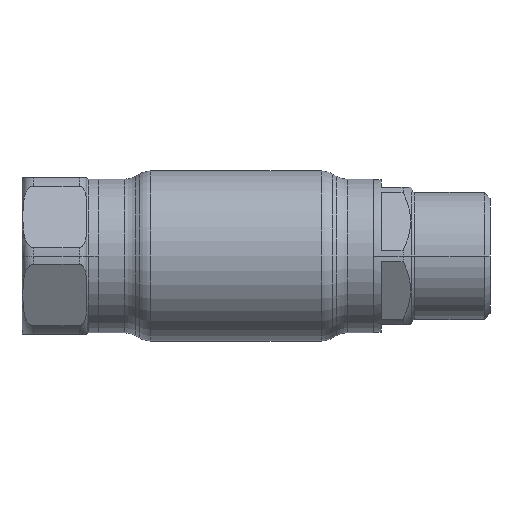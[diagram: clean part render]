
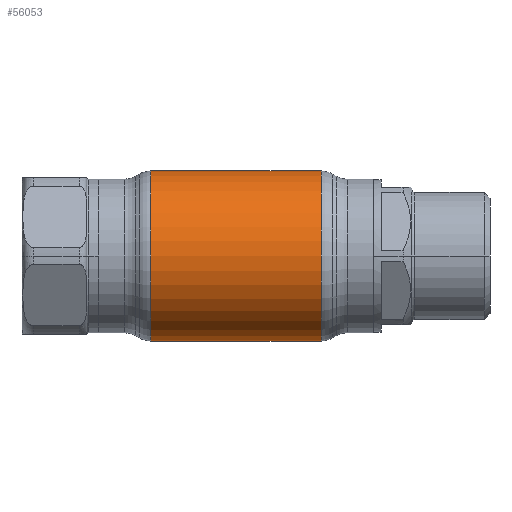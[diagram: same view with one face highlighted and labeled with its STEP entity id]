
A CAD part, front view. The second image highlights one B-rep face of the part: STEP entity #56053.
In plain terms, the highlighted cylindrical face has radius 22.25 mm (diameter 44.5 mm), a partial arc.
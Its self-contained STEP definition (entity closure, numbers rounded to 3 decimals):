
#990 = ORIENTED_EDGE ( 'NONE', *, *, #10258, .T. ) ;
#1622 = CARTESIAN_POINT ( 'NONE',  ( -22.285, 0., -22.25 ) ) ;
#2753 = CARTESIAN_POINT ( 'NONE',  ( -22.285, 0., 0. ) ) ;
#3313 = CARTESIAN_POINT ( 'NONE',  ( 22.285, 0., 22.25 ) ) ;
#4492 = DIRECTION ( 'NONE',  ( 0., 0., 1. ) ) ;
#6295 = CIRCLE ( 'NONE', #40874, 22.25 ) ;
#9105 = ORIENTED_EDGE ( 'NONE', *, *, #19926, .F. ) ;
#9235 = DIRECTION ( 'NONE',  ( -1., 0., 0. ) ) ;
#10258 = EDGE_CURVE ( 'NONE', #37765, #17499, #50072, .T. ) ;
#11195 = DIRECTION ( 'NONE',  ( -1., 0., 0. ) ) ;
#12089 = DIRECTION ( 'NONE',  ( 0., 0., 1. ) ) ;
#14189 = CARTESIAN_POINT ( 'NONE',  ( -62.69, 0., 22.25 ) ) ;
#17499 = VERTEX_POINT ( 'NONE', #52811 ) ;
#19154 = CARTESIAN_POINT ( 'NONE',  ( 22.285, 0., 0. ) ) ;
#19926 = EDGE_CURVE ( 'NONE', #59564, #17499, #44910, .T. ) ;
#23164 = DIRECTION ( 'NONE',  ( -1., 0., 0. ) ) ;
#32231 = CARTESIAN_POINT ( 'NONE',  ( -62.69, 0., 0. ) ) ;
#35763 = EDGE_CURVE ( 'NONE', #35927, #37765, #6295, .T. ) ;
#35927 = VERTEX_POINT ( 'NONE', #48924 ) ;
#37531 = EDGE_CURVE ( 'NONE', #35927, #59564, #58890, .T. ) ;
#37765 = VERTEX_POINT ( 'NONE', #3313 ) ;
#37806 = DIRECTION ( 'NONE',  ( -1., 0., 0. ) ) ;
#40874 = AXIS2_PLACEMENT_3D ( 'NONE', #19154, #37806, #56167 ) ;
#40923 = ORIENTED_EDGE ( 'NONE', *, *, #37531, .F. ) ;
#43780 = ORIENTED_EDGE ( 'NONE', *, *, #35763, .T. ) ;
#44270 = EDGE_LOOP ( 'NONE', ( #40923, #43780, #990, #9105 ) ) ;
#44589 = CYLINDRICAL_SURFACE ( 'NONE', #46319, 22.25 ) ;
#44743 = VECTOR ( 'NONE', #54869, 1000. ) ;
#44910 = CIRCLE ( 'NONE', #46846, 22.25 ) ;
#45858 = VECTOR ( 'NONE', #9235, 1000. ) ;
#46319 = AXIS2_PLACEMENT_3D ( 'NONE', #32231, #23164, #4492 ) ;
#46846 = AXIS2_PLACEMENT_3D ( 'NONE', #2753, #11195, #12089 ) ;
#48924 = CARTESIAN_POINT ( 'NONE',  ( 22.285, 0., -22.25 ) ) ;
#50072 = LINE ( 'NONE', #14189, #44743 ) ;
#50196 = CARTESIAN_POINT ( 'NONE',  ( -62.69, 0., -22.25 ) ) ;
#52811 = CARTESIAN_POINT ( 'NONE',  ( -22.285, 0., 22.25 ) ) ;
#53599 = FACE_OUTER_BOUND ( 'NONE', #44270, .T. ) ;
#54869 = DIRECTION ( 'NONE',  ( -1., 0., 0. ) ) ;
#56053 = ADVANCED_FACE ( 'NONE', ( #53599 ), #44589, .T. ) ;
#56167 = DIRECTION ( 'NONE',  ( 0., 0., 1. ) ) ;
#58890 = LINE ( 'NONE', #50196, #45858 ) ;
#59564 = VERTEX_POINT ( 'NONE', #1622 ) ;
